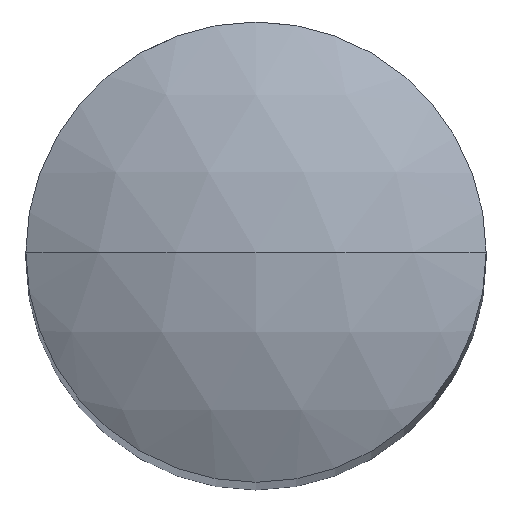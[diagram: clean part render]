
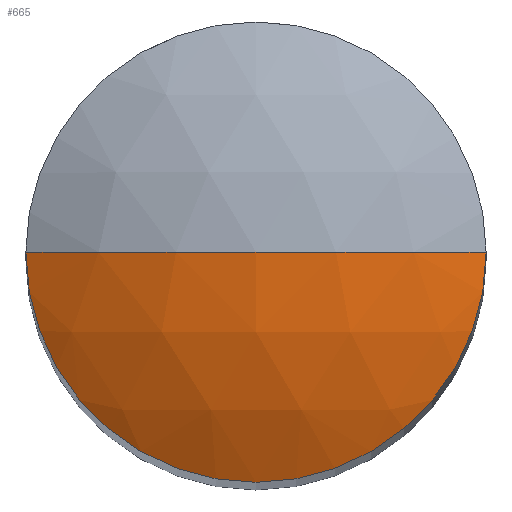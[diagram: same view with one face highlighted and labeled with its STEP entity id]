
A CAD part, top view. The second image highlights one B-rep face of the part: STEP entity #665.
In plain terms, the highlighted spherical face has radius 6 mm.
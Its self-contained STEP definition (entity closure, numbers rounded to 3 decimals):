
#11 = AXIS2_PLACEMENT_3D ( 'NONE', #741, #674, #617 ) ;
#12 = ORIENTED_EDGE ( 'NONE', *, *, #125, .F. ) ;
#16 = EDGE_LOOP ( 'NONE', ( #12, #274, #585 ) ) ;
#21 = AXIS2_PLACEMENT_3D ( 'NONE', #100, #97, #344 ) ;
#59 = CIRCLE ( 'NONE', #11, 3. ) ;
#67 = AXIS2_PLACEMENT_3D ( 'NONE', #518, #515, #452 ) ;
#97 = DIRECTION ( 'NONE',  ( 0., -1., 0. ) ) ;
#100 = CARTESIAN_POINT ( 'NONE',  ( 0., 0., 24. ) ) ;
#125 = EDGE_CURVE ( 'NONE', #734, #433, #802, .T. ) ;
#159 = EDGE_CURVE ( 'NONE', #734, #699, #292, .T. ) ;
#181 = EDGE_CURVE ( 'NONE', #433, #699, #59, .T. ) ;
#274 = ORIENTED_EDGE ( 'NONE', *, *, #159, .T. ) ;
#286 = CARTESIAN_POINT ( 'NONE',  ( 0., 0., 24. ) ) ;
#291 = FACE_OUTER_BOUND ( 'NONE', #16, .T. ) ;
#292 = CIRCLE ( 'NONE', #21, 6. ) ;
#344 = DIRECTION ( 'NONE',  ( 1., 0., 0. ) ) ;
#386 = AXIS2_PLACEMENT_3D ( 'NONE', #286, #721, #595 ) ;
#433 = VERTEX_POINT ( 'NONE', #472 ) ;
#452 = DIRECTION ( 'NONE',  ( 0., 0., 1. ) ) ;
#472 = CARTESIAN_POINT ( 'NONE',  ( 3., 0., 29.196 ) ) ;
#515 = DIRECTION ( 'NONE',  ( 0., 1., 0. ) ) ;
#518 = CARTESIAN_POINT ( 'NONE',  ( 0., 0., 24. ) ) ;
#585 = ORIENTED_EDGE ( 'NONE', *, *, #181, .F. ) ;
#595 = DIRECTION ( 'NONE',  ( 1., 0., 0. ) ) ;
#617 = DIRECTION ( 'NONE',  ( -1., 0., 0. ) ) ;
#641 = SPHERICAL_SURFACE ( 'NONE', #386, 6. ) ;
#659 = CARTESIAN_POINT ( 'NONE',  ( -3., 0., 29.196 ) ) ;
#665 = ADVANCED_FACE ( 'NONE', ( #291 ), #641, .T. ) ;
#674 = DIRECTION ( 'NONE',  ( 0., 0., -1. ) ) ;
#699 = VERTEX_POINT ( 'NONE', #659 ) ;
#721 = DIRECTION ( 'NONE',  ( 0., -1., 0. ) ) ;
#734 = VERTEX_POINT ( 'NONE', #839 ) ;
#741 = CARTESIAN_POINT ( 'NONE',  ( 0., 0., 29.196 ) ) ;
#802 = CIRCLE ( 'NONE', #67, 6. ) ;
#839 = CARTESIAN_POINT ( 'NONE',  ( 0., 0., 30. ) ) ;
